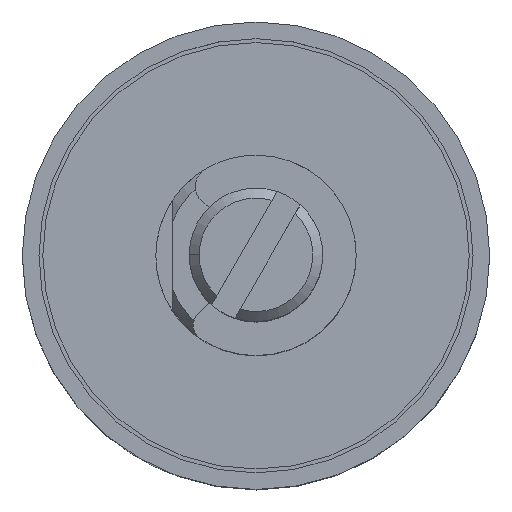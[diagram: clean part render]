
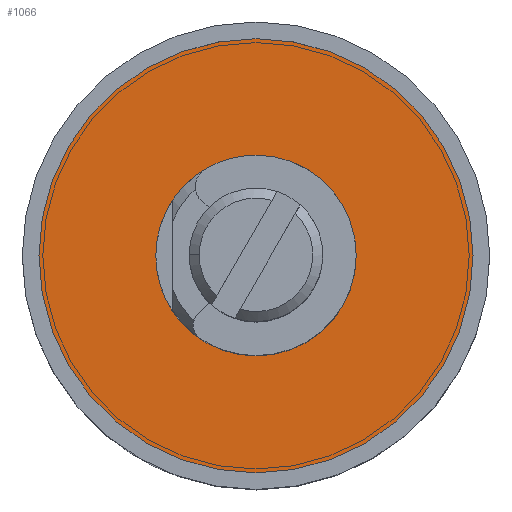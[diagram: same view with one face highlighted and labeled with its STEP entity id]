
A CAD part, top view. The second image highlights one B-rep face of the part: STEP entity #1066.
In plain terms, the highlighted planar face has unit normal (0, 0, 1).
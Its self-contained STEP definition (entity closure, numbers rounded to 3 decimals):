
#545 = CARTESIAN_POINT ( 'NONE',  ( -6.5, 0., 0.5 ) ) ;
#629 = CARTESIAN_POINT ( 'NONE',  ( 0., 0., 0.5 ) ) ;
#651 = PLANE ( 'NONE',  #7302 ) ;
#660 = DIRECTION ( 'NONE',  ( 0., 0., 1. ) ) ;
#1066 = ADVANCED_FACE ( 'NONE', ( #2227, #4938 ), #651, .T. ) ;
#1144 = CIRCLE ( 'NONE', #4939, 3. ) ;
#1824 = VERTEX_POINT ( 'NONE', #8877 ) ;
#2040 = DIRECTION ( 'NONE',  ( 1., 0., 0. ) ) ;
#2106 = EDGE_CURVE ( 'NONE', #2511, #7296, #8114, .T. ) ;
#2111 = CARTESIAN_POINT ( 'NONE',  ( 3., 0., 0.5 ) ) ;
#2161 = EDGE_CURVE ( 'NONE', #1824, #5127, #5769, .T. ) ;
#2227 = FACE_BOUND ( 'NONE', #4007, .T. ) ;
#2511 = VERTEX_POINT ( 'NONE', #545 ) ;
#2517 = ORIENTED_EDGE ( 'NONE', *, *, #4921, .T. ) ;
#2823 = DIRECTION ( 'NONE',  ( 1., 0., 0. ) ) ;
#3838 = ORIENTED_EDGE ( 'NONE', *, *, #2106, .T. ) ;
#4007 = EDGE_LOOP ( 'NONE', ( #5423, #7951 ) ) ;
#4203 = EDGE_CURVE ( 'NONE', #5127, #1824, #1144, .T. ) ;
#4921 = EDGE_CURVE ( 'NONE', #7296, #2511, #8876, .T. ) ;
#4923 = CARTESIAN_POINT ( 'NONE',  ( 0., 0., 0.5 ) ) ;
#4938 = FACE_OUTER_BOUND ( 'NONE', #8674, .T. ) ;
#4939 = AXIS2_PLACEMENT_3D ( 'NONE', #7222, #6624, #8787 ) ;
#5127 = VERTEX_POINT ( 'NONE', #2111 ) ;
#5311 = AXIS2_PLACEMENT_3D ( 'NONE', #8493, #7018, #2823 ) ;
#5423 = ORIENTED_EDGE ( 'NONE', *, *, #2161, .T. ) ;
#5457 = AXIS2_PLACEMENT_3D ( 'NONE', #4923, #8594, #6412 ) ;
#5769 = CIRCLE ( 'NONE', #5457, 3. ) ;
#6412 = DIRECTION ( 'NONE',  ( -1., 0., 0. ) ) ;
#6624 = DIRECTION ( 'NONE',  ( 0., 0., -1. ) ) ;
#6803 = CARTESIAN_POINT ( 'NONE',  ( 6.5, 0., 0.5 ) ) ;
#7018 = DIRECTION ( 'NONE',  ( 0., 0., 1. ) ) ;
#7222 = CARTESIAN_POINT ( 'NONE',  ( 0., 0., 0.5 ) ) ;
#7296 = VERTEX_POINT ( 'NONE', #6803 ) ;
#7302 = AXIS2_PLACEMENT_3D ( 'NONE', #7702, #8433, #9168 ) ;
#7437 = AXIS2_PLACEMENT_3D ( 'NONE', #629, #660, #2040 ) ;
#7702 = CARTESIAN_POINT ( 'NONE',  ( 3., 0., 0.5 ) ) ;
#7951 = ORIENTED_EDGE ( 'NONE', *, *, #4203, .T. ) ;
#8114 = CIRCLE ( 'NONE', #7437, 6.5 ) ;
#8433 = DIRECTION ( 'NONE',  ( 0., 0., 1. ) ) ;
#8493 = CARTESIAN_POINT ( 'NONE',  ( 0., 0., 0.5 ) ) ;
#8594 = DIRECTION ( 'NONE',  ( 0., 0., -1. ) ) ;
#8674 = EDGE_LOOP ( 'NONE', ( #2517, #3838 ) ) ;
#8787 = DIRECTION ( 'NONE',  ( -1., 0., 0. ) ) ;
#8876 = CIRCLE ( 'NONE', #5311, 6.5 ) ;
#8877 = CARTESIAN_POINT ( 'NONE',  ( -3., 0., 0.5 ) ) ;
#9168 = DIRECTION ( 'NONE',  ( 1., 0., 0. ) ) ;
